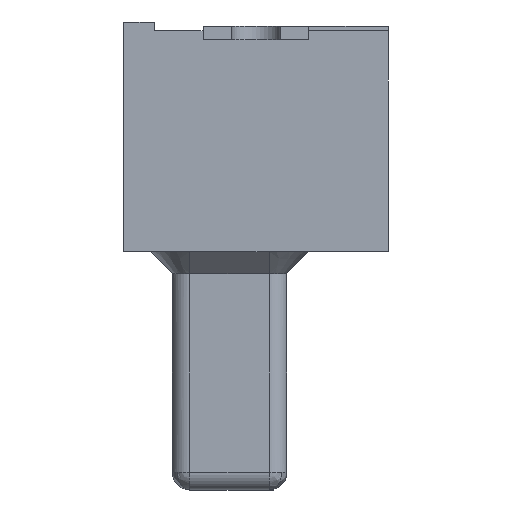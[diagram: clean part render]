
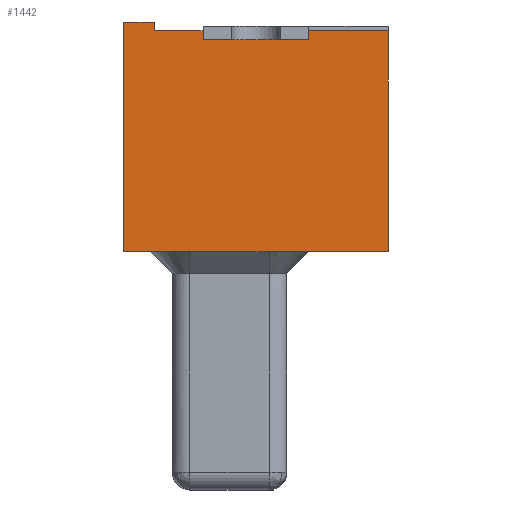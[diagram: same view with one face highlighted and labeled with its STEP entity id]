
A CAD part, left-side view. The second image highlights one B-rep face of the part: STEP entity #1442.
In plain terms, the highlighted planar face has unit normal (-1, 0, 0).
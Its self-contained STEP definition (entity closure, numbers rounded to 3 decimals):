
#10 = DIRECTION ( 'NONE',  ( 0., 0., -1. ) ) ;
#38 = CARTESIAN_POINT ( 'NONE',  ( -10., 0., 1.25 ) ) ;
#147 = CARTESIAN_POINT ( 'NONE',  ( -10., 0.6, 1.15 ) ) ;
#214 = VECTOR ( 'NONE', #387, 1000. ) ;
#250 = EDGE_CURVE ( 'NONE', #1053, #844, #5005, .T. ) ;
#271 = EDGE_CURVE ( 'NONE', #1053, #4444, #2236, .T. ) ;
#303 = VECTOR ( 'NONE', #3854, 1000. ) ;
#327 = DIRECTION ( 'NONE',  ( 0., 0., 1. ) ) ;
#339 = CARTESIAN_POINT ( 'NONE',  ( -10., -0.6, 1.225 ) ) ;
#371 = ORIENTED_EDGE ( 'NONE', *, *, #1968, .F. ) ;
#387 = DIRECTION ( 'NONE',  ( 0., 1., 0. ) ) ;
#560 = DIRECTION ( 'NONE',  ( 0., 0., -1. ) ) ;
#585 = CARTESIAN_POINT ( 'NONE',  ( -10., 0., 1.15 ) ) ;
#773 = DIRECTION ( 'NONE',  ( 0., 0., -1. ) ) ;
#844 = VERTEX_POINT ( 'NONE', #2543 ) ;
#896 = LINE ( 'NONE', #1448, #5883 ) ;
#993 = FACE_OUTER_BOUND ( 'NONE', #3703, .T. ) ;
#1020 = LINE ( 'NONE', #3891, #3320 ) ;
#1050 = CARTESIAN_POINT ( 'NONE',  ( -10., 0., 1.25 ) ) ;
#1053 = VERTEX_POINT ( 'NONE', #4672 ) ;
#1143 = DIRECTION ( 'NONE',  ( 0., -1., 0. ) ) ;
#1185 = ORIENTED_EDGE ( 'NONE', *, *, #3470, .F. ) ;
#1297 = CARTESIAN_POINT ( 'NONE',  ( -10., 1.5, 1.35 ) ) ;
#1399 = CARTESIAN_POINT ( 'NONE',  ( -10., 1.15, 1.35 ) ) ;
#1442 = ADVANCED_FACE ( 'NONE', ( #993 ), #5640, .F. ) ;
#1444 = VERTEX_POINT ( 'NONE', #1399 ) ;
#1448 = CARTESIAN_POINT ( 'NONE',  ( -10., 1.5, 0.05 ) ) ;
#1478 = LINE ( 'NONE', #1050, #3224 ) ;
#1599 = EDGE_CURVE ( 'NONE', #4229, #1444, #1635, .T. ) ;
#1608 = CARTESIAN_POINT ( 'NONE',  ( -10., 0., 1.35 ) ) ;
#1634 = LINE ( 'NONE', #339, #2323 ) ;
#1635 = LINE ( 'NONE', #1608, #5192 ) ;
#1780 = EDGE_CURVE ( 'NONE', #4444, #4229, #896, .T. ) ;
#1790 = CARTESIAN_POINT ( 'NONE',  ( -10., 1.15, 1.3 ) ) ;
#1797 = EDGE_CURVE ( 'NONE', #3150, #1444, #1908, .T. ) ;
#1802 = CARTESIAN_POINT ( 'NONE',  ( -10., 1.5, -1.25 ) ) ;
#1809 = CARTESIAN_POINT ( 'NONE',  ( -10., -0.6, 1.25 ) ) ;
#1900 = EDGE_CURVE ( 'NONE', #5297, #5521, #1020, .T. ) ;
#1908 = LINE ( 'NONE', #1790, #5760 ) ;
#1968 = EDGE_CURVE ( 'NONE', #5818, #844, #1478, .T. ) ;
#2031 = DIRECTION ( 'NONE',  ( 0., -1., 0. ) ) ;
#2181 = AXIS2_PLACEMENT_3D ( 'NONE', #5582, #4260, #10 ) ;
#2236 = LINE ( 'NONE', #4184, #214 ) ;
#2312 = ORIENTED_EDGE ( 'NONE', *, *, #1599, .F. ) ;
#2323 = VECTOR ( 'NONE', #773, 1000. ) ;
#2543 = CARTESIAN_POINT ( 'NONE',  ( -10., -1.5, 1.25 ) ) ;
#2566 = EDGE_CURVE ( 'NONE', #3150, #5297, #5179, .T. ) ;
#2717 = ORIENTED_EDGE ( 'NONE', *, *, #250, .T. ) ;
#2748 = ORIENTED_EDGE ( 'NONE', *, *, #271, .F. ) ;
#2756 = ORIENTED_EDGE ( 'NONE', *, *, #2566, .F. ) ;
#2767 = DIRECTION ( 'NONE',  ( 0., 0., 1. ) ) ;
#2858 = VECTOR ( 'NONE', #327, 1000. ) ;
#2913 = LINE ( 'NONE', #585, #303 ) ;
#2966 = VERTEX_POINT ( 'NONE', #5603 ) ;
#2978 = CARTESIAN_POINT ( 'NONE',  ( -10., 1.15, 1.25 ) ) ;
#3150 = VERTEX_POINT ( 'NONE', #2978 ) ;
#3220 = DIRECTION ( 'NONE',  ( 0., 0., 1. ) ) ;
#3224 = VECTOR ( 'NONE', #2031, 1000. ) ;
#3320 = VECTOR ( 'NONE', #560, 1000. ) ;
#3470 = EDGE_CURVE ( 'NONE', #5521, #2966, #2913, .T. ) ;
#3629 = CARTESIAN_POINT ( 'NONE',  ( -10., -1.5, 0. ) ) ;
#3703 = EDGE_LOOP ( 'NONE', ( #4959, #2312, #5680, #2748, #2717, #371, #4740, #1185, #4791, #2756 ) ) ;
#3713 = VECTOR ( 'NONE', #4233, 1000. ) ;
#3854 = DIRECTION ( 'NONE',  ( 0., -1., 0. ) ) ;
#3891 = CARTESIAN_POINT ( 'NONE',  ( -10., 0.6, 1.225 ) ) ;
#4184 = CARTESIAN_POINT ( 'NONE',  ( -10., 0., -1.25 ) ) ;
#4229 = VERTEX_POINT ( 'NONE', #1297 ) ;
#4233 = DIRECTION ( 'NONE',  ( 0., -1., 0. ) ) ;
#4260 = DIRECTION ( 'NONE',  ( 1., 0., 0. ) ) ;
#4307 = EDGE_CURVE ( 'NONE', #5818, #2966, #1634, .T. ) ;
#4444 = VERTEX_POINT ( 'NONE', #1802 ) ;
#4561 = CARTESIAN_POINT ( 'NONE',  ( -10., 0.6, 1.25 ) ) ;
#4672 = CARTESIAN_POINT ( 'NONE',  ( -10., -1.5, -1.25 ) ) ;
#4740 = ORIENTED_EDGE ( 'NONE', *, *, #4307, .T. ) ;
#4791 = ORIENTED_EDGE ( 'NONE', *, *, #1900, .F. ) ;
#4959 = ORIENTED_EDGE ( 'NONE', *, *, #1797, .T. ) ;
#5005 = LINE ( 'NONE', #3629, #2858 ) ;
#5179 = LINE ( 'NONE', #38, #3713 ) ;
#5192 = VECTOR ( 'NONE', #1143, 1000. ) ;
#5297 = VERTEX_POINT ( 'NONE', #4561 ) ;
#5521 = VERTEX_POINT ( 'NONE', #147 ) ;
#5582 = CARTESIAN_POINT ( 'NONE',  ( -10., 0., 0.05 ) ) ;
#5603 = CARTESIAN_POINT ( 'NONE',  ( -10., -0.6, 1.15 ) ) ;
#5640 = PLANE ( 'NONE',  #2181 ) ;
#5680 = ORIENTED_EDGE ( 'NONE', *, *, #1780, .F. ) ;
#5760 = VECTOR ( 'NONE', #3220, 1000. ) ;
#5818 = VERTEX_POINT ( 'NONE', #1809 ) ;
#5883 = VECTOR ( 'NONE', #2767, 1000. ) ;
